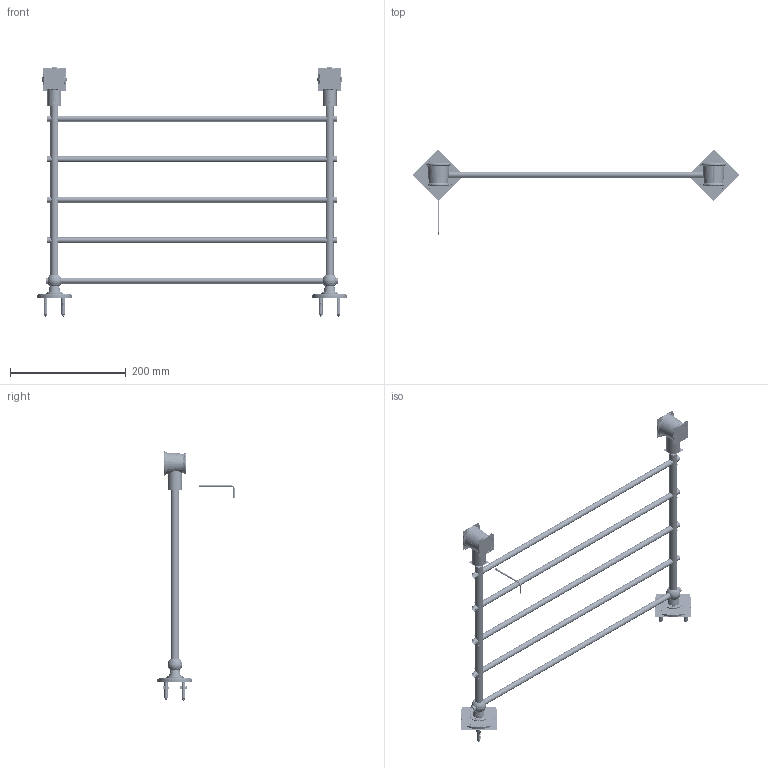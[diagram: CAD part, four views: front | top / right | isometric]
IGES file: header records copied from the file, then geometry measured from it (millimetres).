
Start section:  PTC IGES file: 5001121_asm_asm.igs
Global section: file name: 5001121_asm_asm.igs; native system: Creo Parametric by PTC Inc.; preprocessor: 2018020; author: 25393; organization: Unknown; date: 20200422.115300; units: millimetre
Bounding box: 563.28 x 147.47 x 430.8 mm (x, y, z)
Surface area: 479532.1 mm2 (no closed solid volume)
Topology: 0 solids, 0 shells, 3812 faces, 56726 edges, 74746 vertices
Faces by surface type: revolution 2284, bspline 1528
